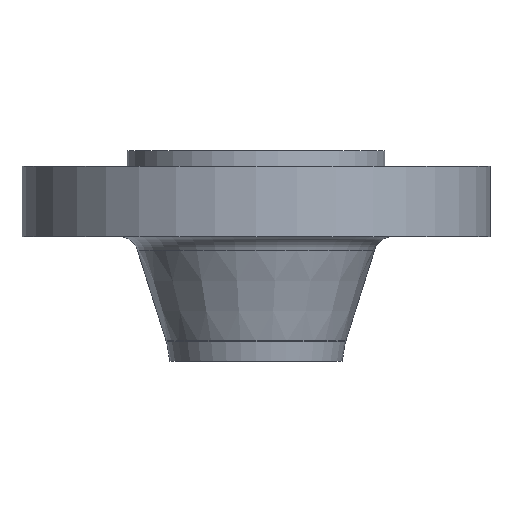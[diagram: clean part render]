
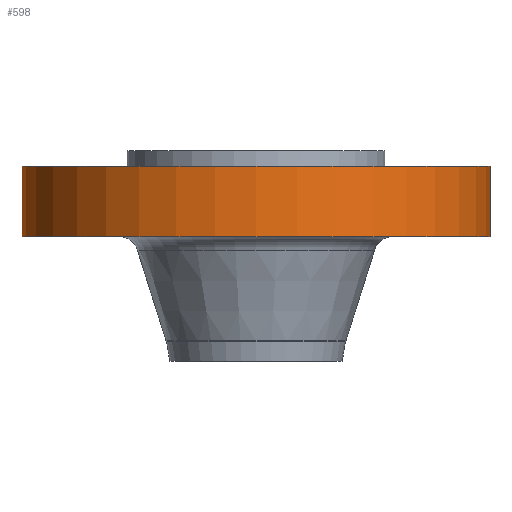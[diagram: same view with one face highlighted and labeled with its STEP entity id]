
A CAD part, front view. The second image highlights one B-rep face of the part: STEP entity #598.
In plain terms, the highlighted cylindrical face has radius 95.25 mm (diameter 190.5 mm), a partial arc.
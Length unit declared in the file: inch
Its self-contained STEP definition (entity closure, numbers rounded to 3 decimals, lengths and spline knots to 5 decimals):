
#45 = ORIENTED_EDGE ( 'NONE', *, *, #80, .F. ) ;
#48 = VECTOR ( 'NONE', #298, 39.37008 ) ;
#52 = CARTESIAN_POINT ( 'NONE',  ( 0., 0., 0. ) ) ;
#80 = EDGE_CURVE ( 'NONE', #530, #1036, #712, .T. ) ;
#187 = DIRECTION ( 'NONE',  ( 0., 0., 1. ) ) ;
#202 = EDGE_CURVE ( 'NONE', #530, #603, #619, .T. ) ;
#253 = CARTESIAN_POINT ( 'NONE',  ( 0., 0., -0.25 ) ) ;
#256 = DIRECTION ( 'NONE',  ( 1., 0., 0. ) ) ;
#275 = AXIS2_PLACEMENT_3D ( 'NONE', #632, #811, #305 ) ;
#286 = CARTESIAN_POINT ( 'NONE',  ( -3.75, 0., -0.25 ) ) ;
#298 = DIRECTION ( 'NONE',  ( 0., 0., 1. ) ) ;
#305 = DIRECTION ( 'NONE',  ( 1., 0., 0. ) ) ;
#346 = FACE_OUTER_BOUND ( 'NONE', #749, .T. ) ;
#440 = DIRECTION ( 'NONE',  ( 1., 0., 0. ) ) ;
#474 = CARTESIAN_POINT ( 'NONE',  ( 3.75, 0., 0. ) ) ;
#498 = ORIENTED_EDGE ( 'NONE', *, *, #1144, .T. ) ;
#513 = ORIENTED_EDGE ( 'NONE', *, *, #202, .T. ) ;
#530 = VERTEX_POINT ( 'NONE', #723 ) ;
#598 = ADVANCED_FACE ( 'NONE', ( #346 ), #694, .T. ) ;
#603 = VERTEX_POINT ( 'NONE', #665 ) ;
#619 = CIRCLE ( 'NONE', #275, 3.75 ) ;
#632 = CARTESIAN_POINT ( 'NONE',  ( 0., 0., -1.375 ) ) ;
#665 = CARTESIAN_POINT ( 'NONE',  ( 3.75, 0., -1.375 ) ) ;
#668 = CIRCLE ( 'NONE', #894, 3.75 ) ;
#694 = CYLINDRICAL_SURFACE ( 'NONE', #942, 3.75 ) ;
#712 = LINE ( 'NONE', #1064, #1108 ) ;
#723 = CARTESIAN_POINT ( 'NONE',  ( -3.75, 0., -1.375 ) ) ;
#749 = EDGE_LOOP ( 'NONE', ( #45, #513, #498, #1112 ) ) ;
#811 = DIRECTION ( 'NONE',  ( 0., 0., 1. ) ) ;
#867 = CARTESIAN_POINT ( 'NONE',  ( 3.75, 0., -0.25 ) ) ;
#894 = AXIS2_PLACEMENT_3D ( 'NONE', #253, #1120, #440 ) ;
#905 = VERTEX_POINT ( 'NONE', #867 ) ;
#907 = EDGE_CURVE ( 'NONE', #1036, #905, #668, .T. ) ;
#942 = AXIS2_PLACEMENT_3D ( 'NONE', #52, #1046, #256 ) ;
#1014 = LINE ( 'NONE', #474, #48 ) ;
#1036 = VERTEX_POINT ( 'NONE', #286 ) ;
#1046 = DIRECTION ( 'NONE',  ( 0., 0., 1. ) ) ;
#1064 = CARTESIAN_POINT ( 'NONE',  ( -3.75, 0., 0. ) ) ;
#1108 = VECTOR ( 'NONE', #187, 39.37008 ) ;
#1112 = ORIENTED_EDGE ( 'NONE', *, *, #907, .F. ) ;
#1120 = DIRECTION ( 'NONE',  ( 0., 0., 1. ) ) ;
#1144 = EDGE_CURVE ( 'NONE', #603, #905, #1014, .T. ) ;
